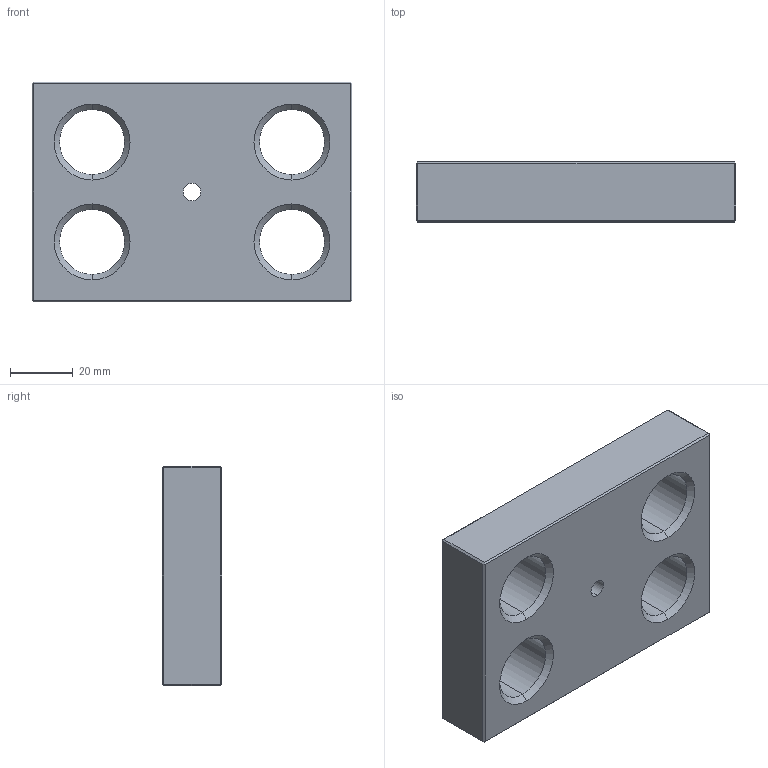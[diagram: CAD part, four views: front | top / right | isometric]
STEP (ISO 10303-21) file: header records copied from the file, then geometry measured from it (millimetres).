
FILE_DESCRIPTION (( 'STEP AP214' ), '1' );
FILE_NAME ('D1000480_v1.STEP', '2010-05-11T21:05:40', ( '' ), ( '' ), 'SwSTEP 2.0', 'SolidWorks 2009', '' );
FILE_SCHEMA (( 'AUTOMOTIVE_DESIGN' ));
Length unit declared in the file: inch
Products named in the file (1): D1000480_v1
Bounding box: 101.6 x 19.05 x 69.85 mm (x, y, z)
Volume: 106746 mm3; surface area: 22889.5 mm2
Topology: 1 solids, 1 shells, 55 faces, 116 edges, 64 vertices
Faces by surface type: plane 27, cone 16, cylinder 12
Entity records: 1490 total; most frequent: DIRECTION 268, CARTESIAN_POINT 236, ORIENTED_EDGE 232, EDGE_CURVE 116, AXIS2_PLACEMENT_3D 96, VECTOR 76, LINE 76, EDGE_LOOP 66
